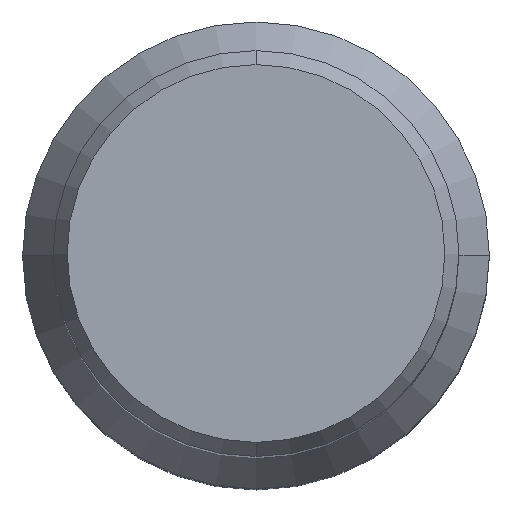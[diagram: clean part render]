
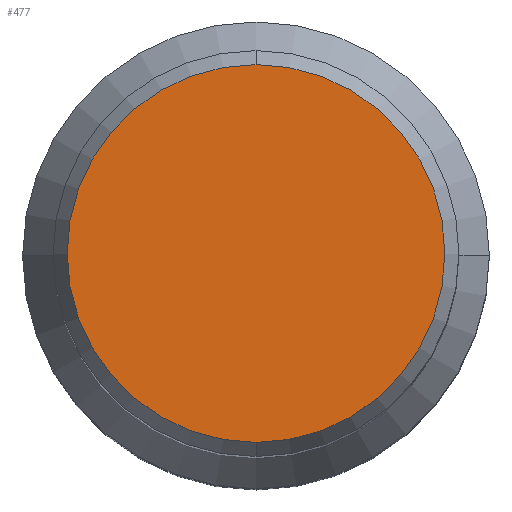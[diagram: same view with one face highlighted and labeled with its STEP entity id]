
A CAD part, top view. The second image highlights one B-rep face of the part: STEP entity #477.
In plain terms, the highlighted planar face has unit normal (0, 0, 1).
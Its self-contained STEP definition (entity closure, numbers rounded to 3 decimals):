
#253=EDGE_CURVE('',#479,#373,#618,.T.);
#355=EDGE_CURVE('',#373,#479,#731,.T.);
#373=VERTEX_POINT('',#751);
#477=ADVANCED_FACE('',(#866),#867,.T.);
#479=VERTEX_POINT('',#869);
#618=CIRCLE('',#1044,9.307);
#731=CIRCLE('',#1309,9.307);
#751=CARTESIAN_POINT('',(0.,-9.307,0.0));
#866=FACE_OUTER_BOUND('',#1681,.T.);
#867=PLANE('',#1682);
#869=CARTESIAN_POINT('',(0.0,9.307,0.0));
#1044=AXIS2_PLACEMENT_3D('',#1896,#1897,#1898);
#1309=AXIS2_PLACEMENT_3D('',#2021,#2022,#2023);
#1681=EDGE_LOOP('',(#2173,#2174));
#1682=AXIS2_PLACEMENT_3D('',#2175,#2176,#2177);
#1896=CARTESIAN_POINT('',(0.0,0.0,0.0));
#1897=DIRECTION('',(0.0,0.0,-1.0));
#1898=DIRECTION('',(0.0,1.0,0.0));
#2021=CARTESIAN_POINT('',(0.0,0.0,0.0));
#2022=DIRECTION('',(0.0,0.0,-1.0));
#2023=DIRECTION('',(0.0,1.0,0.0));
#2173=ORIENTED_EDGE('',*,*,#253,.F.);
#2174=ORIENTED_EDGE('',*,*,#355,.F.);
#2175=CARTESIAN_POINT('',(0.0,4.654,0.0));
#2176=DIRECTION('',(-0.0,0.0,1.0));
#2177=DIRECTION('',(0.0,-1.0,0.0));
